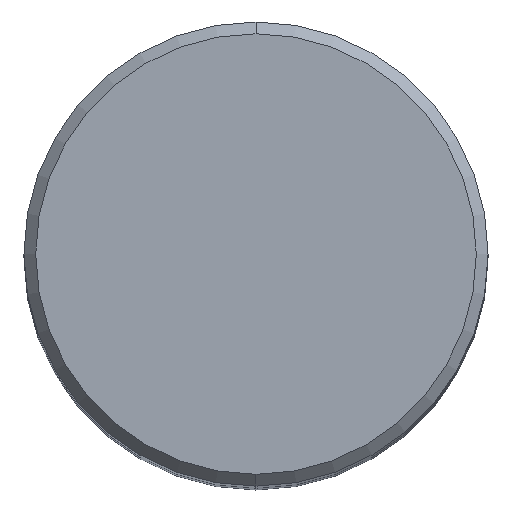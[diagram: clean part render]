
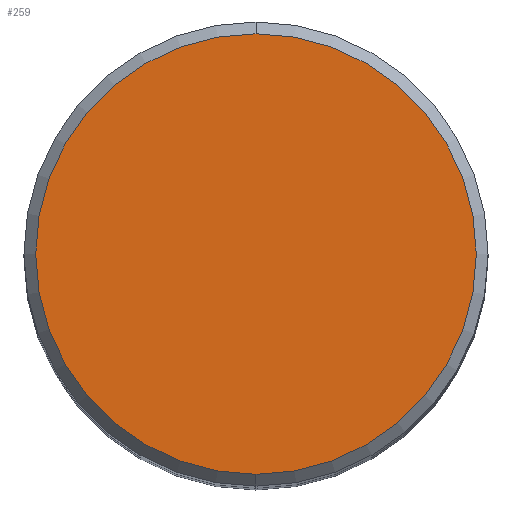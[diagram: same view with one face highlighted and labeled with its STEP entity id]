
A CAD part, top view. The second image highlights one B-rep face of the part: STEP entity #259.
In plain terms, the highlighted planar face has unit normal (0, 0, 1).
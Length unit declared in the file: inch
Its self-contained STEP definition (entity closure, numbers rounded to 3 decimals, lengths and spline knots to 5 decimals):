
#26 = DIRECTION ( 'NONE',  ( 0., 0., -1. ) ) ;
#38 = AXIS2_PLACEMENT_3D ( 'NONE', #118, #97, #299 ) ;
#42 = EDGE_LOOP ( 'NONE', ( #379, #371 ) ) ;
#43 = EDGE_CURVE ( 'NONE', #383, #223, #62, .T. ) ;
#62 = CIRCLE ( 'NONE', #38, 0.3737 ) ;
#97 = DIRECTION ( 'NONE',  ( 0., 0., 1. ) ) ;
#100 = CARTESIAN_POINT ( 'NONE',  ( 0., 0.3737, 0. ) ) ;
#102 = CARTESIAN_POINT ( 'NONE',  ( 0., -0.3737, 0. ) ) ;
#118 = CARTESIAN_POINT ( 'NONE',  ( 0., 0., 0. ) ) ;
#138 = DIRECTION ( 'NONE',  ( 0., -1., 0. ) ) ;
#173 = CARTESIAN_POINT ( 'NONE',  ( 0., 0., 0. ) ) ;
#186 = PLANE ( 'NONE',  #366 ) ;
#188 = FACE_OUTER_BOUND ( 'NONE', #42, .T. ) ;
#218 = DIRECTION ( 'NONE',  ( 0., 1., 0. ) ) ;
#223 = VERTEX_POINT ( 'NONE', #100 ) ;
#259 = ADVANCED_FACE ( 'NONE', ( #188 ), #186, .F. ) ;
#299 = DIRECTION ( 'NONE',  ( 0., -1., 0. ) ) ;
#303 = DIRECTION ( 'NONE',  ( 0., 0., 1. ) ) ;
#315 = CARTESIAN_POINT ( 'NONE',  ( 0., 0.3737, 0. ) ) ;
#337 = AXIS2_PLACEMENT_3D ( 'NONE', #173, #303, #138 ) ;
#346 = EDGE_CURVE ( 'NONE', #223, #383, #395, .T. ) ;
#366 = AXIS2_PLACEMENT_3D ( 'NONE', #315, #26, #218 ) ;
#371 = ORIENTED_EDGE ( 'NONE', *, *, #43, .T. ) ;
#379 = ORIENTED_EDGE ( 'NONE', *, *, #346, .T. ) ;
#383 = VERTEX_POINT ( 'NONE', #102 ) ;
#395 = CIRCLE ( 'NONE', #337, 0.3737 ) ;
